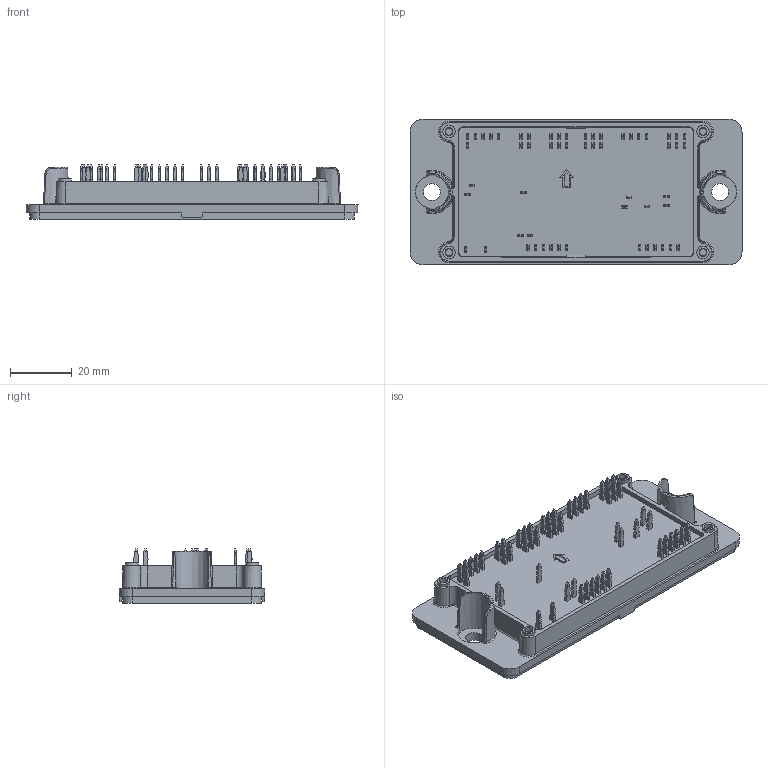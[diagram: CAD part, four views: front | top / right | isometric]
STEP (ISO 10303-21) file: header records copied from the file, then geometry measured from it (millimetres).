
FILE_DESCRIPTION( ( 'Unknown' ), '1' );
FILE_NAME( 'Flow2-4T13Y-M660(560)-01-OL.stp', 'Unknown', ( 'Unknown' ), ( 'Unknown' ), 'PSStep 17.0.49', 'Unknown', ' ' );
FILE_SCHEMA( ( 'AUTOMOTIVE_DESIGN { 1 0 10303 214 1 1 1 1 }' ) );
Length unit declared in the file: millimetre
Products named in the file (1): 1
Bounding box: 107.2 x 47 x 17.48 mm (x, y, z)
Volume: 44874.4 mm3; surface area: 18152.9 mm2
Topology: 1 solids, 1 shells, 1280 faces, 3572 edges, 2364 vertices
Faces by surface type: plane 830, cylinder 384, cone 34, bspline 16, torus 16
Full cylindrical faces by diameter (mm): 2.25 x4, 2.55 x4, 2.95 x2, 3 x4, 5.5 x2
Entity records: 55684 total; most frequent: CARTESIAN_POINT 12037, ORIENTED_EDGE 7048, DIRECTION 6868, EDGE_CURVE 3524, LINE 2630, VECTOR 2630, VERTEX_POINT 2350, AXIS2_PLACEMENT_3D 2119
